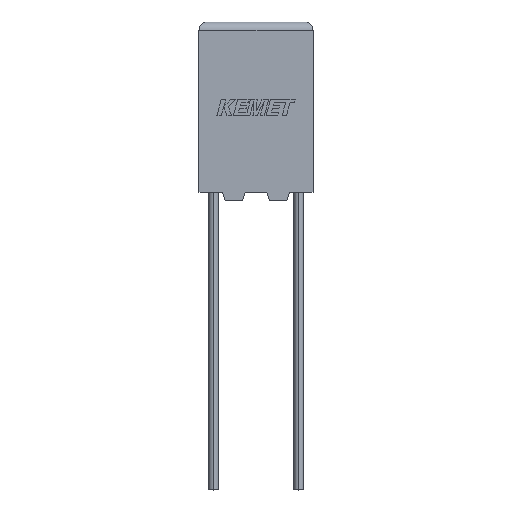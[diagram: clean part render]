
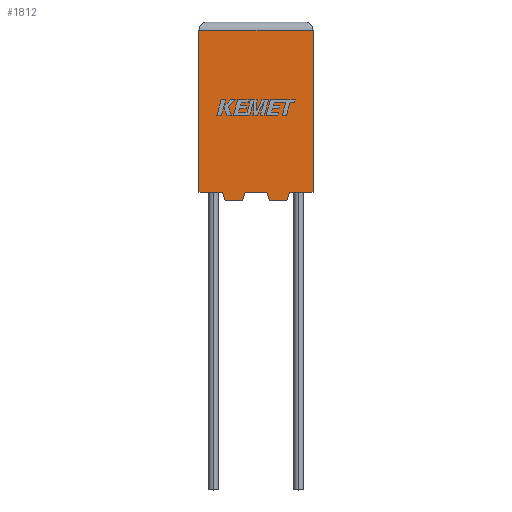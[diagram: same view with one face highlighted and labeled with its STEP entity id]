
A CAD part, top view. The second image highlights one B-rep face of the part: STEP entity #1812.
In plain terms, the highlighted planar face has unit normal (0, 0, 1).
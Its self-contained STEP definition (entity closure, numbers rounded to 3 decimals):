
#11 = LINE ( 'NONE', #255, #332 ) ;
#89 = EDGE_LOOP ( 'NONE', ( #455, #2535, #661, #1605, #961, #124, #3113, #2105, #2516, #2551, #1867, #2092 ) ) ;
#124 = ORIENTED_EDGE ( 'NONE', *, *, #881, .T. ) ;
#230 = VECTOR ( 'NONE', #1956, 1000. ) ;
#251 = EDGE_CURVE ( 'NONE', #3248, #287, #1526, .T. ) ;
#255 = CARTESIAN_POINT ( 'NONE',  ( 5.164, -0.5, 5.5 ) ) ;
#277 = DIRECTION ( 'NONE',  ( 0., 1., 0. ) ) ;
#287 = VERTEX_POINT ( 'NONE', #3246 ) ;
#288 = LINE ( 'NONE', #810, #3165 ) ;
#296 = LINE ( 'NONE', #1797, #324 ) ;
#324 = VECTOR ( 'NONE', #2629, 1000. ) ;
#325 = CARTESIAN_POINT ( 'NONE',  ( 1.536, -0.5, 5.5 ) ) ;
#332 = VECTOR ( 'NONE', #998, 1000. ) ;
#333 = DIRECTION ( 'NONE',  ( 0., -1., 0. ) ) ;
#357 = DIRECTION ( 'NONE',  ( 0.287, 0.958, 0. ) ) ;
#445 = PLANE ( 'NONE',  #2059 ) ;
#455 = ORIENTED_EDGE ( 'NONE', *, *, #1646, .T. ) ;
#458 = FACE_OUTER_BOUND ( 'NONE', #89, .T. ) ;
#469 = CARTESIAN_POINT ( 'NONE',  ( 0., 0., 5.5 ) ) ;
#523 = VECTOR ( 'NONE', #1688, 1000. ) ;
#584 = CARTESIAN_POINT ( 'NONE',  ( 5.164, -0.5, 5.5 ) ) ;
#598 = LINE ( 'NONE', #1333, #842 ) ;
#604 = VERTEX_POINT ( 'NONE', #1809 ) ;
#661 = ORIENTED_EDGE ( 'NONE', *, *, #1557, .T. ) ;
#685 = DIRECTION ( 'NONE',  ( -0.287, 0.958, 0. ) ) ;
#694 = LINE ( 'NONE', #1881, #523 ) ;
#738 = VERTEX_POINT ( 'NONE', #2232 ) ;
#789 = DIRECTION ( 'NONE',  ( -1., 0., 0. ) ) ;
#794 = VECTOR ( 'NONE', #985, 1000. ) ;
#810 = CARTESIAN_POINT ( 'NONE',  ( 5.314, 0., 5.5 ) ) ;
#823 = EDGE_CURVE ( 'NONE', #604, #3248, #598, .T. ) ;
#834 = CARTESIAN_POINT ( 'NONE',  ( 0., 9.5, 5.5 ) ) ;
#842 = VECTOR ( 'NONE', #357, 1000. ) ;
#846 = VECTOR ( 'NONE', #2762, 1000. ) ;
#868 = VERTEX_POINT ( 'NONE', #834 ) ;
#881 = EDGE_CURVE ( 'NONE', #2927, #604, #296, .T. ) ;
#927 = VERTEX_POINT ( 'NONE', #939 ) ;
#939 = CARTESIAN_POINT ( 'NONE',  ( 4.139, -0.5, 5.5 ) ) ;
#940 = EDGE_CURVE ( 'NONE', #2320, #3095, #694, .T. ) ;
#961 = ORIENTED_EDGE ( 'NONE', *, *, #1807, .T. ) ;
#985 = DIRECTION ( 'NONE',  ( 1., 0., 0. ) ) ;
#998 = DIRECTION ( 'NONE',  ( -1., 0., 0. ) ) ;
#1044 = LINE ( 'NONE', #1751, #1537 ) ;
#1064 = EDGE_CURVE ( 'NONE', #1519, #738, #2793, .T. ) ;
#1193 = LINE ( 'NONE', #1486, #2912 ) ;
#1216 = CARTESIAN_POINT ( 'NONE',  ( 1.386, 0., 5.5 ) ) ;
#1269 = VECTOR ( 'NONE', #333, 1000. ) ;
#1333 = CARTESIAN_POINT ( 'NONE',  ( 2.561, -0.5, 5.5 ) ) ;
#1486 = CARTESIAN_POINT ( 'NONE',  ( 4.139, -0.5, 5.5 ) ) ;
#1519 = VERTEX_POINT ( 'NONE', #3006 ) ;
#1526 = LINE ( 'NONE', #469, #846 ) ;
#1537 = VECTOR ( 'NONE', #3051, 1000. ) ;
#1541 = CARTESIAN_POINT ( 'NONE',  ( 2.711, 0., 5.5 ) ) ;
#1557 = EDGE_CURVE ( 'NONE', #868, #1519, #1851, .T. ) ;
#1605 = ORIENTED_EDGE ( 'NONE', *, *, #1064, .T. ) ;
#1646 = EDGE_CURVE ( 'NONE', #3095, #2461, #1686, .T. ) ;
#1681 = EDGE_CURVE ( 'NONE', #927, #287, #1193, .T. ) ;
#1686 = LINE ( 'NONE', #2708, #2799 ) ;
#1688 = DIRECTION ( 'NONE',  ( 1., 0., 0. ) ) ;
#1751 = CARTESIAN_POINT ( 'NONE',  ( 0., 9.5, 5.5 ) ) ;
#1784 = DIRECTION ( 'NONE',  ( -0.287, -0.958, 0. ) ) ;
#1797 = CARTESIAN_POINT ( 'NONE',  ( 1.536, -0.5, 5.5 ) ) ;
#1807 = EDGE_CURVE ( 'NONE', #738, #2927, #2715, .T. ) ;
#1809 = CARTESIAN_POINT ( 'NONE',  ( 2.561, -0.5, 5.5 ) ) ;
#1812 = ADVANCED_FACE ( 'NONE', ( #458 ), #445, .F. ) ;
#1851 = LINE ( 'NONE', #2585, #1269 ) ;
#1865 = EDGE_CURVE ( 'NONE', #2461, #868, #1044, .T. ) ;
#1867 = ORIENTED_EDGE ( 'NONE', *, *, #1869, .F. ) ;
#1869 = EDGE_CURVE ( 'NONE', #2320, #2639, #288, .T. ) ;
#1881 = CARTESIAN_POINT ( 'NONE',  ( 0., 0., 5.5 ) ) ;
#1928 = EDGE_CURVE ( 'NONE', #2639, #927, #11, .T. ) ;
#1956 = DIRECTION ( 'NONE',  ( 0.287, -0.958, 0. ) ) ;
#2004 = DIRECTION ( 'NONE',  ( 0., 0., -1. ) ) ;
#2059 = AXIS2_PLACEMENT_3D ( 'NONE', #2291, #2004, #789 ) ;
#2092 = ORIENTED_EDGE ( 'NONE', *, *, #940, .T. ) ;
#2105 = ORIENTED_EDGE ( 'NONE', *, *, #251, .T. ) ;
#2232 = CARTESIAN_POINT ( 'NONE',  ( 1.386, 0., 5.5 ) ) ;
#2291 = CARTESIAN_POINT ( 'NONE',  ( 0., 0., 5.5 ) ) ;
#2320 = VERTEX_POINT ( 'NONE', #3008 ) ;
#2461 = VERTEX_POINT ( 'NONE', #2652 ) ;
#2516 = ORIENTED_EDGE ( 'NONE', *, *, #1681, .F. ) ;
#2535 = ORIENTED_EDGE ( 'NONE', *, *, #1865, .T. ) ;
#2551 = ORIENTED_EDGE ( 'NONE', *, *, #1928, .F. ) ;
#2585 = CARTESIAN_POINT ( 'NONE',  ( 0., 0., 5.5 ) ) ;
#2629 = DIRECTION ( 'NONE',  ( 1., 0., 0. ) ) ;
#2639 = VERTEX_POINT ( 'NONE', #584 ) ;
#2652 = CARTESIAN_POINT ( 'NONE',  ( 6.7, 9.5, 5.5 ) ) ;
#2660 = CARTESIAN_POINT ( 'NONE',  ( 6.7, 0., 5.5 ) ) ;
#2708 = CARTESIAN_POINT ( 'NONE',  ( 6.7, 0., 5.5 ) ) ;
#2715 = LINE ( 'NONE', #1216, #230 ) ;
#2762 = DIRECTION ( 'NONE',  ( 1., 0., 0. ) ) ;
#2793 = LINE ( 'NONE', #3225, #794 ) ;
#2799 = VECTOR ( 'NONE', #277, 1000. ) ;
#2912 = VECTOR ( 'NONE', #685, 1000. ) ;
#2927 = VERTEX_POINT ( 'NONE', #325 ) ;
#3006 = CARTESIAN_POINT ( 'NONE',  ( 0., 0., 5.5 ) ) ;
#3008 = CARTESIAN_POINT ( 'NONE',  ( 5.314, 0., 5.5 ) ) ;
#3051 = DIRECTION ( 'NONE',  ( -1., 0., 0. ) ) ;
#3095 = VERTEX_POINT ( 'NONE', #2660 ) ;
#3113 = ORIENTED_EDGE ( 'NONE', *, *, #823, .T. ) ;
#3165 = VECTOR ( 'NONE', #1784, 1000. ) ;
#3225 = CARTESIAN_POINT ( 'NONE',  ( 0., 0., 5.5 ) ) ;
#3246 = CARTESIAN_POINT ( 'NONE',  ( 3.989, 0., 5.5 ) ) ;
#3248 = VERTEX_POINT ( 'NONE', #1541 ) ;
